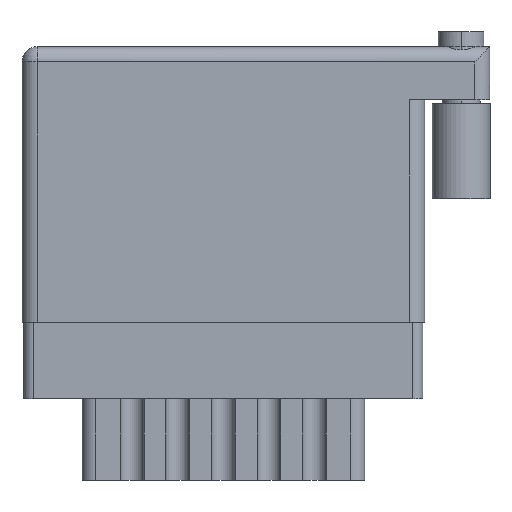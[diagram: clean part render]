
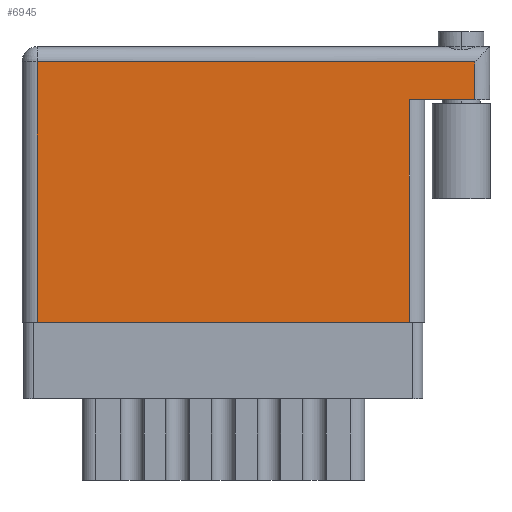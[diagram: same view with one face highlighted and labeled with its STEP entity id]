
A CAD part, front view. The second image highlights one B-rep face of the part: STEP entity #6945.
In plain terms, the highlighted face is planar.
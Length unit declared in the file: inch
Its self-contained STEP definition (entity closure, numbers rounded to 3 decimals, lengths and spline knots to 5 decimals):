
#202 = CARTESIAN_POINT ( 'NONE',  ( 1.489, 0.906, 0. ) ) ;
#208 = EDGE_CURVE ( 'NONE', #15388, #12207, #7121, .T. ) ;
#263 = VECTOR ( 'NONE', #1460, 39.37008 ) ;
#292 = VERTEX_POINT ( 'NONE', #1832 ) ;
#322 = VECTOR ( 'NONE', #7619, 39.37008 ) ;
#480 = CARTESIAN_POINT ( 'NONE',  ( 0.05, 0.856, 0. ) ) ;
#996 = CARTESIAN_POINT ( 'NONE',  ( 1.539, 0.731, 0. ) ) ;
#1304 = DIRECTION ( 'NONE',  ( -1., 0., 0. ) ) ;
#1460 = DIRECTION ( 'NONE',  ( 0., 1., 0. ) ) ;
#1832 = CARTESIAN_POINT ( 'NONE',  ( 1.275, 0.731, 0. ) ) ;
#3156 = CARTESIAN_POINT ( 'NONE',  ( 1.489, 0.856, 0. ) ) ;
#3288 = LINE ( 'NONE', #14138, #263 ) ;
#3670 = EDGE_CURVE ( 'NONE', #7296, #15388, #6107, .T. ) ;
#4339 = ORIENTED_EDGE ( 'NONE', *, *, #6605, .T. ) ;
#4505 = ORIENTED_EDGE ( 'NONE', *, *, #16058, .F. ) ;
#4688 = EDGE_LOOP ( 'NONE', ( #4339, #4799, #4505, #6470, #18227, #17942 ) ) ;
#4799 = ORIENTED_EDGE ( 'NONE', *, *, #7278, .T. ) ;
#4818 = DIRECTION ( 'NONE',  ( -1., 0., 0. ) ) ;
#5177 = VECTOR ( 'NONE', #15922, 39.37008 ) ;
#6107 = LINE ( 'NONE', #202, #5177 ) ;
#6289 = EDGE_CURVE ( 'NONE', #12207, #10257, #15104, .T. ) ;
#6470 = ORIENTED_EDGE ( 'NONE', *, *, #3670, .T. ) ;
#6605 = EDGE_CURVE ( 'NONE', #10257, #14668, #7537, .T. ) ;
#6711 = VECTOR ( 'NONE', #1304, 39.37008 ) ;
#6945 = ADVANCED_FACE ( 'NONE', ( #8889 ), #17325, .F. ) ;
#7050 = AXIS2_PLACEMENT_3D ( 'NONE', #15929, #8990, #4818 ) ;
#7121 = LINE ( 'NONE', #16938, #6711 ) ;
#7278 = EDGE_CURVE ( 'NONE', #14668, #292, #3288, .T. ) ;
#7296 = VERTEX_POINT ( 'NONE', #17723 ) ;
#7537 = LINE ( 'NONE', #10402, #322 ) ;
#7619 = DIRECTION ( 'NONE',  ( 1., 0., 0. ) ) ;
#7697 = CARTESIAN_POINT ( 'NONE',  ( 0.05, 0., 0. ) ) ;
#7904 = CARTESIAN_POINT ( 'NONE',  ( 1.275, 0., 0. ) ) ;
#8889 = FACE_OUTER_BOUND ( 'NONE', #4688, .T. ) ;
#8990 = DIRECTION ( 'NONE',  ( 0., 0., -1. ) ) ;
#10257 = VERTEX_POINT ( 'NONE', #15133 ) ;
#10402 = CARTESIAN_POINT ( 'NONE',  ( 0., 0., 0. ) ) ;
#10409 = VECTOR ( 'NONE', #10764, 39.37008 ) ;
#10764 = DIRECTION ( 'NONE',  ( 0., -1., 0. ) ) ;
#10776 = VECTOR ( 'NONE', #15343, 39.37008 ) ;
#12207 = VERTEX_POINT ( 'NONE', #480 ) ;
#13671 = LINE ( 'NONE', #996, #10776 ) ;
#14138 = CARTESIAN_POINT ( 'NONE',  ( 1.275, 0.731, 0. ) ) ;
#14668 = VERTEX_POINT ( 'NONE', #7904 ) ;
#15104 = LINE ( 'NONE', #7697, #10409 ) ;
#15133 = CARTESIAN_POINT ( 'NONE',  ( 0.05, 0., 0. ) ) ;
#15343 = DIRECTION ( 'NONE',  ( -1., 0., 0. ) ) ;
#15388 = VERTEX_POINT ( 'NONE', #3156 ) ;
#15922 = DIRECTION ( 'NONE',  ( 0., 1., 0. ) ) ;
#15929 = CARTESIAN_POINT ( 'NONE',  ( 0., 0.906, 0. ) ) ;
#16058 = EDGE_CURVE ( 'NONE', #7296, #292, #13671, .T. ) ;
#16938 = CARTESIAN_POINT ( 'NONE',  ( 0., 0.856, 0. ) ) ;
#17325 = PLANE ( 'NONE',  #7050 ) ;
#17723 = CARTESIAN_POINT ( 'NONE',  ( 1.489, 0.731, 0. ) ) ;
#17942 = ORIENTED_EDGE ( 'NONE', *, *, #6289, .T. ) ;
#18227 = ORIENTED_EDGE ( 'NONE', *, *, #208, .T. ) ;
